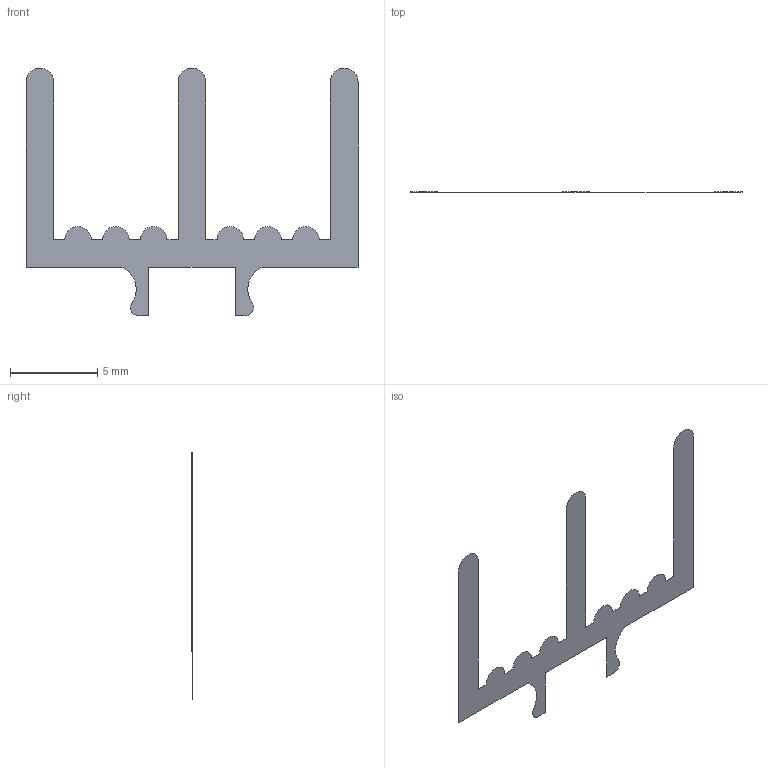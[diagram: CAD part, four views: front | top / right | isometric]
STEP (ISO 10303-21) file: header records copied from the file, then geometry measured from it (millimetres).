
FILE_DESCRIPTION((''),'2;1');
FILE_NAME('10AC7902.stp','2015-07-07T11:12:10',(''),(''),'Mechanical Desktop 2011','Mechanical Desktop 2011',', , ');
FILE_SCHEMA(('AUTOMOTIVE_DESIGN { 1 2 10303 214 1 1 1 1 }'));
Length unit declared in the file: inch
Products named in the file (1): Product
Bounding box: 19.05 x 0 x 14.22 mm (x, y, z)
Surface area: 86.7 mm2 (no closed solid volume)
Topology: 0 solids, 0 shells, 1 faces, 34 edges, 34 vertices
Faces by surface type: bspline 1
Entity records: 515 total; most frequent: CARTESIAN_POINT 336, QUASI_UNIFORM_CURVE 42, PCURVE 34, COMPOSITE_CURVE_SEGMENT 34, B_SPLINE_CURVE_WITH_KNOTS 13, PERSON 4, ORGANIZATION 4, PERSON_AND_ORGANIZATION 4
